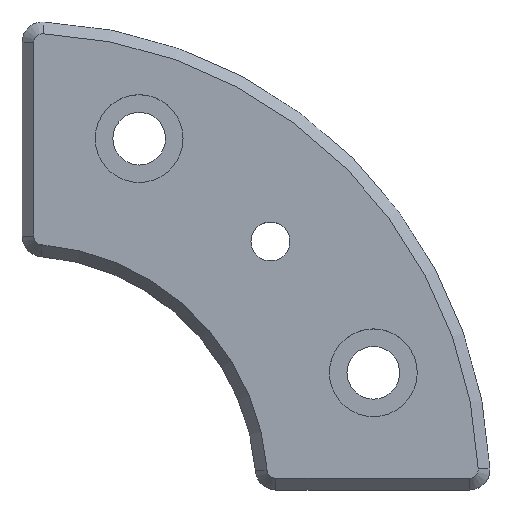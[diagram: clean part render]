
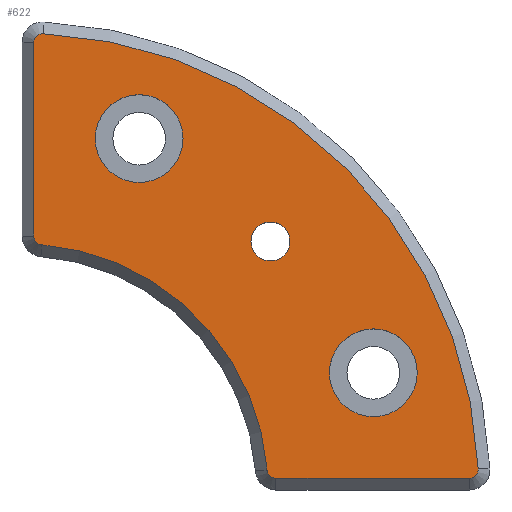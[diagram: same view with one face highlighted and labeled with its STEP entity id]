
A CAD part, top view. The second image highlights one B-rep face of the part: STEP entity #622.
In plain terms, the highlighted planar face has unit normal (0, 0, 1).
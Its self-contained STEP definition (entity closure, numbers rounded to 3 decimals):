
#84=CARTESIAN_POINT('',(45.75,42.426,15.0));
#85=VERTEX_POINT('',#84);
#86=CARTESIAN_POINT('',(42.426,42.426,15.0));
#87=DIRECTION('',(0.0,0.0,-1.0));
#88=DIRECTION('',(1.0,0.0,0.0));
#89=AXIS2_PLACEMENT_3D('',#86,#87,#88);
#90=CIRCLE('',#89,3.324);
#91=EDGE_CURVE('',#85,#85,#90,.T.);
#129=CARTESIAN_POINT('',(67.5,20.0,15.0));
#130=VERTEX_POINT('',#129);
#131=CARTESIAN_POINT('',(60.0,20.0,15.0));
#132=DIRECTION('',(0.0,0.0,-1.0));
#133=DIRECTION('',(1.0,0.0,0.0));
#134=AXIS2_PLACEMENT_3D('',#131,#132,#133);
#135=CIRCLE('',#134,7.5);
#136=EDGE_CURVE('',#130,#130,#135,.T.);
#197=CARTESIAN_POINT('',(27.5,60.0,15.0));
#198=VERTEX_POINT('',#197);
#199=CARTESIAN_POINT('',(20.0,60.0,15.0));
#200=DIRECTION('',(0.0,0.0,-1.0));
#201=DIRECTION('',(1.0,0.0,0.0));
#202=AXIS2_PLACEMENT_3D('',#199,#200,#201);
#203=CIRCLE('',#202,7.5);
#204=EDGE_CURVE('',#198,#198,#203,.T.);
#239=CARTESIAN_POINT('',(41.864,3.379,15.0));
#240=VERTEX_POINT('',#239);
#247=CARTESIAN_POINT('',(3.379,41.864,15.0));
#248=VERTEX_POINT('',#247);
#249=CARTESIAN_POINT('',(0.0,0.0,15.0));
#250=DIRECTION('',(0.0,0.0,1.0));
#251=DIRECTION('',(1.0,0.0,0.0));
#252=AXIS2_PLACEMENT_3D('',#249,#250,#251);
#253=CIRCLE('',#252,42.0);
#254=EDGE_CURVE('',#240,#248,#253,.T.);
#279=CARTESIAN_POINT('',(2.,43.359,15.0));
#280=VERTEX_POINT('',#279);
#297=CARTESIAN_POINT('',(3.5,43.359,15.0));
#298=DIRECTION('',(0.0,0.0,-1.0));
#299=DIRECTION('',(-0.735,-0.678,0.0));
#300=AXIS2_PLACEMENT_3D('',#297,#298,#299);
#301=CIRCLE('',#300,1.5);
#302=EDGE_CURVE('',#248,#280,#301,.T.);
#312=CARTESIAN_POINT('',(2.,76.42,15.0));
#313=VERTEX_POINT('',#312);
#329=CARTESIAN_POINT('',(2.,43.359,15.0));
#330=DIRECTION('',(0.0,1.0,0.0));
#331=VECTOR('',#330,33.061);
#332=LINE('',#329,#331);
#333=EDGE_CURVE('',#280,#313,#332,.T.);
#343=CARTESIAN_POINT('',(3.569,77.918,15.0));
#344=VERTEX_POINT('',#343);
#361=CARTESIAN_POINT('',(3.5,76.42,15.0));
#362=DIRECTION('',(0.0,0.0,-1.0));
#363=DIRECTION('',(-0.691,0.723,0.0));
#364=AXIS2_PLACEMENT_3D('',#361,#362,#363);
#365=CIRCLE('',#364,1.5);
#366=EDGE_CURVE('',#313,#344,#365,.T.);
#376=CARTESIAN_POINT('',(77.918,3.569,15.0));
#377=VERTEX_POINT('',#376);
#394=CARTESIAN_POINT('',(0.0,0.0,15.0));
#395=DIRECTION('',(0.0,0.0,-1.0));
#396=DIRECTION('',(1.0,0.0,0.0));
#397=AXIS2_PLACEMENT_3D('',#394,#395,#396);
#398=CIRCLE('',#397,78.0);
#399=EDGE_CURVE('',#344,#377,#398,.T.);
#409=CARTESIAN_POINT('',(76.42,2.,15.0));
#410=VERTEX_POINT('',#409);
#427=CARTESIAN_POINT('',(76.42,3.5,15.0));
#428=DIRECTION('',(0.0,0.0,-1.0));
#429=DIRECTION('',(0.723,-0.691,0.0));
#430=AXIS2_PLACEMENT_3D('',#427,#428,#429);
#431=CIRCLE('',#430,1.5);
#432=EDGE_CURVE('',#377,#410,#431,.T.);
#442=CARTESIAN_POINT('',(43.359,2.,15.0));
#443=VERTEX_POINT('',#442);
#459=CARTESIAN_POINT('',(76.42,2.,15.0));
#460=DIRECTION('',(-1.0,0.0,0.0));
#461=VECTOR('',#460,33.061);
#462=LINE('',#459,#461);
#463=EDGE_CURVE('',#410,#443,#462,.T.);
#482=CARTESIAN_POINT('',(43.359,3.5,15.0));
#483=DIRECTION('',(0.0,0.0,-1.0));
#484=DIRECTION('',(-0.678,-0.735,0.0));
#485=AXIS2_PLACEMENT_3D('',#482,#483,#484);
#486=CIRCLE('',#485,1.5);
#487=EDGE_CURVE('',#443,#240,#486,.T.);
#598=CARTESIAN_POINT('',(38.097,38.097,15.0));
#599=DIRECTION('',(0.0,0.0,1.0));
#600=DIRECTION('',(1.0,0.0,0.0));
#601=AXIS2_PLACEMENT_3D('',#598,#599,#600);
#602=PLANE('',#601);
#603=ORIENTED_EDGE('',*,*,#254,.F.);
#604=ORIENTED_EDGE('',*,*,#487,.F.);
#605=ORIENTED_EDGE('',*,*,#463,.F.);
#606=ORIENTED_EDGE('',*,*,#432,.F.);
#607=ORIENTED_EDGE('',*,*,#399,.F.);
#608=ORIENTED_EDGE('',*,*,#366,.F.);
#609=ORIENTED_EDGE('',*,*,#333,.F.);
#610=ORIENTED_EDGE('',*,*,#302,.F.);
#611=EDGE_LOOP('',(#603,#604,#605,#606,#607,#608,#609,#610));
#612=FACE_OUTER_BOUND('',#611,.T.);
#613=ORIENTED_EDGE('',*,*,#91,.T.);
#614=EDGE_LOOP('',(#613));
#615=FACE_BOUND('',#614,.T.);
#616=ORIENTED_EDGE('',*,*,#136,.T.);
#617=EDGE_LOOP('',(#616));
#618=FACE_BOUND('',#617,.T.);
#619=ORIENTED_EDGE('',*,*,#204,.T.);
#620=EDGE_LOOP('',(#619));
#621=FACE_BOUND('',#620,.T.);
#622=ADVANCED_FACE('',(#612,#615,#618,#621),#602,.T.);
